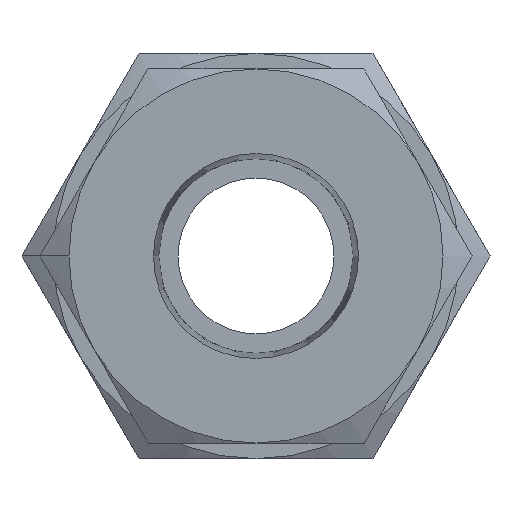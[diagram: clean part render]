
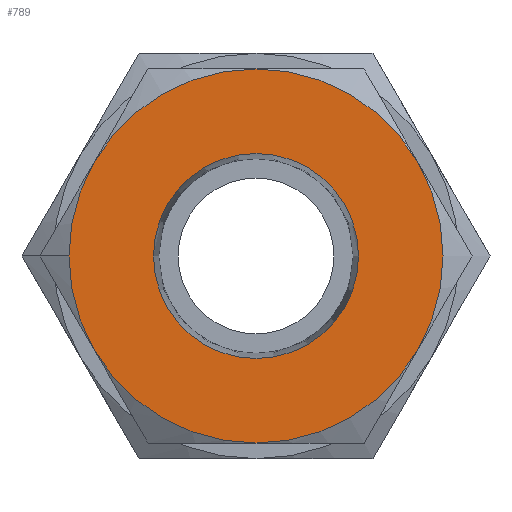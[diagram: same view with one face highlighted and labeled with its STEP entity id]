
A CAD part, front view. The second image highlights one B-rep face of the part: STEP entity #789.
In plain terms, the highlighted planar face has unit normal (0, -1, 0).
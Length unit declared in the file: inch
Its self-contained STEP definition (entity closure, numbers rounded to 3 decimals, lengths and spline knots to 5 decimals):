
#19 = CARTESIAN_POINT ( 'NONE',  ( -0.40915, -0.55118, 0.23622 ) ) ;
#48 = CARTESIAN_POINT ( 'NONE',  ( 0.259, -0.55118, 0. ) ) ;
#64 = AXIS2_PLACEMENT_3D ( 'NONE', #2863, #1184, #3147 ) ;
#113 = CARTESIAN_POINT ( 'NONE',  ( 0., -0.55118, 0. ) ) ;
#116 = DIRECTION ( 'NONE',  ( -1., 0., 0. ) ) ;
#224 = CARTESIAN_POINT ( 'NONE',  ( 0., -0.55118, 0. ) ) ;
#237 = ORIENTED_EDGE ( 'NONE', *, *, #1437, .T. ) ;
#267 = EDGE_CURVE ( 'NONE', #2503, #690, #2534, .T. ) ;
#278 = AXIS2_PLACEMENT_3D ( 'NONE', #3504, #1829, #116 ) ;
#279 = DIRECTION ( 'NONE',  ( 0., 1., 0. ) ) ;
#306 = AXIS2_PLACEMENT_3D ( 'NONE', #726, #2701, #1023 ) ;
#309 = DIRECTION ( 'NONE',  ( 1., 0., 0. ) ) ;
#356 = CIRCLE ( 'NONE', #64, 0.259 ) ;
#358 = AXIS2_PLACEMENT_3D ( 'NONE', #2788, #1125, #3089 ) ;
#368 = FACE_BOUND ( 'NONE', #1364, .T. ) ;
#402 = DIRECTION ( 'NONE',  ( -1., 0., 0. ) ) ;
#471 = EDGE_LOOP ( 'NONE', ( #2515, #3391, #237, #2754, #645, #1642, #988 ) ) ;
#526 = EDGE_CURVE ( 'NONE', #1018, #593, #2581, .T. ) ;
#557 = EDGE_CURVE ( 'NONE', #881, #873, #633, .T. ) ;
#593 = VERTEX_POINT ( 'NONE', #693 ) ;
#633 = CIRCLE ( 'NONE', #2410, 0.259 ) ;
#645 = ORIENTED_EDGE ( 'NONE', *, *, #1881, .T. ) ;
#672 = CARTESIAN_POINT ( 'NONE',  ( -0.259, -0.55118, 0. ) ) ;
#690 = VERTEX_POINT ( 'NONE', #2040 ) ;
#693 = CARTESIAN_POINT ( 'NONE',  ( 0., -0.55118, -0.47244 ) ) ;
#726 = CARTESIAN_POINT ( 'NONE',  ( 0., -0.55118, 0. ) ) ;
#762 = AXIS2_PLACEMENT_3D ( 'NONE', #113, #2094, #402 ) ;
#789 = ADVANCED_FACE ( 'NONE', ( #368, #1042 ), #2562, .T. ) ;
#804 = CIRCLE ( 'NONE', #762, 0.47244 ) ;
#873 = VERTEX_POINT ( 'NONE', #672 ) ;
#881 = VERTEX_POINT ( 'NONE', #48 ) ;
#941 = CIRCLE ( 'NONE', #306, 0.47244 ) ;
#988 = ORIENTED_EDGE ( 'NONE', *, *, #3096, .T. ) ;
#1018 = VERTEX_POINT ( 'NONE', #1047 ) ;
#1023 = DIRECTION ( 'NONE',  ( -1., 0., 0. ) ) ;
#1042 = FACE_OUTER_BOUND ( 'NONE', #471, .T. ) ;
#1047 = CARTESIAN_POINT ( 'NONE',  ( -0.40915, -0.55118, -0.23622 ) ) ;
#1081 = CARTESIAN_POINT ( 'NONE',  ( 0., -0.55118, 0. ) ) ;
#1119 = EDGE_CURVE ( 'NONE', #3343, #1591, #2885, .T. ) ;
#1125 = DIRECTION ( 'NONE',  ( 0., -1., 0. ) ) ;
#1184 = DIRECTION ( 'NONE',  ( 0., 1., 0. ) ) ;
#1247 = AXIS2_PLACEMENT_3D ( 'NONE', #2159, #3475, #3457 ) ;
#1261 = DIRECTION ( 'NONE',  ( 0., -1., 0. ) ) ;
#1300 = AXIS2_PLACEMENT_3D ( 'NONE', #1393, #1261, #1354 ) ;
#1304 = EDGE_CURVE ( 'NONE', #873, #881, #356, .T. ) ;
#1354 = DIRECTION ( 'NONE',  ( -1., 0., 0. ) ) ;
#1364 = EDGE_LOOP ( 'NONE', ( #2678, #2860 ) ) ;
#1393 = CARTESIAN_POINT ( 'NONE',  ( 0., -0.55118, 0. ) ) ;
#1421 = CARTESIAN_POINT ( 'NONE',  ( -0.47244, -0.55118, 0. ) ) ;
#1437 = EDGE_CURVE ( 'NONE', #2229, #2503, #804, .T. ) ;
#1591 = VERTEX_POINT ( 'NONE', #1421 ) ;
#1642 = ORIENTED_EDGE ( 'NONE', *, *, #1119, .T. ) ;
#1829 = DIRECTION ( 'NONE',  ( 0., -1., 0. ) ) ;
#1881 = EDGE_CURVE ( 'NONE', #690, #3343, #2597, .T. ) ;
#1957 = DIRECTION ( 'NONE',  ( 0., 0., -1. ) ) ;
#1991 = DIRECTION ( 'NONE',  ( 0., -1., 0. ) ) ;
#2006 = CARTESIAN_POINT ( 'NONE',  ( 0.23622, -0.55118, 0. ) ) ;
#2040 = CARTESIAN_POINT ( 'NONE',  ( 0., -0.55118, 0.47244 ) ) ;
#2094 = DIRECTION ( 'NONE',  ( 0., -1., 0. ) ) ;
#2159 = CARTESIAN_POINT ( 'NONE',  ( 0., -0.55118, 0. ) ) ;
#2229 = VERTEX_POINT ( 'NONE', #3552 ) ;
#2410 = AXIS2_PLACEMENT_3D ( 'NONE', #224, #279, #309 ) ;
#2503 = VERTEX_POINT ( 'NONE', #2821 ) ;
#2515 = ORIENTED_EDGE ( 'NONE', *, *, #526, .T. ) ;
#2534 = CIRCLE ( 'NONE', #1247, 0.47244 ) ;
#2542 = CIRCLE ( 'NONE', #278, 0.47244 ) ;
#2562 = PLANE ( 'NONE',  #2801 ) ;
#2581 = CIRCLE ( 'NONE', #1300, 0.47244 ) ;
#2597 = CIRCLE ( 'NONE', #358, 0.47244 ) ;
#2678 = ORIENTED_EDGE ( 'NONE', *, *, #557, .T. ) ;
#2701 = DIRECTION ( 'NONE',  ( 0., -1., 0. ) ) ;
#2750 = DIRECTION ( 'NONE',  ( -1., 0., 0. ) ) ;
#2754 = ORIENTED_EDGE ( 'NONE', *, *, #267, .T. ) ;
#2788 = CARTESIAN_POINT ( 'NONE',  ( 0., -0.55118, 0. ) ) ;
#2801 = AXIS2_PLACEMENT_3D ( 'NONE', #2006, #1991, #1957 ) ;
#2821 = CARTESIAN_POINT ( 'NONE',  ( 0.40915, -0.55118, 0.23622 ) ) ;
#2860 = ORIENTED_EDGE ( 'NONE', *, *, #1304, .T. ) ;
#2863 = CARTESIAN_POINT ( 'NONE',  ( 0., -0.55118, 0. ) ) ;
#2885 = CIRCLE ( 'NONE', #3431, 0.47244 ) ;
#3049 = DIRECTION ( 'NONE',  ( 0., -1., 0. ) ) ;
#3089 = DIRECTION ( 'NONE',  ( -1., 0., 0. ) ) ;
#3096 = EDGE_CURVE ( 'NONE', #1591, #1018, #941, .T. ) ;
#3147 = DIRECTION ( 'NONE',  ( 1., 0., 0. ) ) ;
#3343 = VERTEX_POINT ( 'NONE', #19 ) ;
#3391 = ORIENTED_EDGE ( 'NONE', *, *, #3458, .T. ) ;
#3431 = AXIS2_PLACEMENT_3D ( 'NONE', #1081, #3049, #2750 ) ;
#3457 = DIRECTION ( 'NONE',  ( -1., 0., 0. ) ) ;
#3458 = EDGE_CURVE ( 'NONE', #593, #2229, #2542, .T. ) ;
#3475 = DIRECTION ( 'NONE',  ( 0., -1., 0. ) ) ;
#3504 = CARTESIAN_POINT ( 'NONE',  ( 0., -0.55118, 0. ) ) ;
#3552 = CARTESIAN_POINT ( 'NONE',  ( 0.40915, -0.55118, -0.23622 ) ) ;
